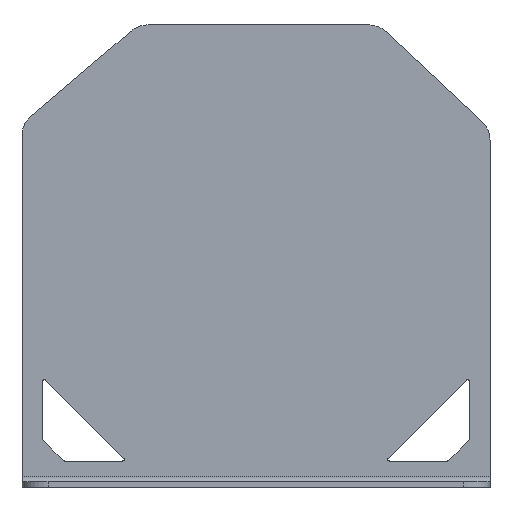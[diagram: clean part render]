
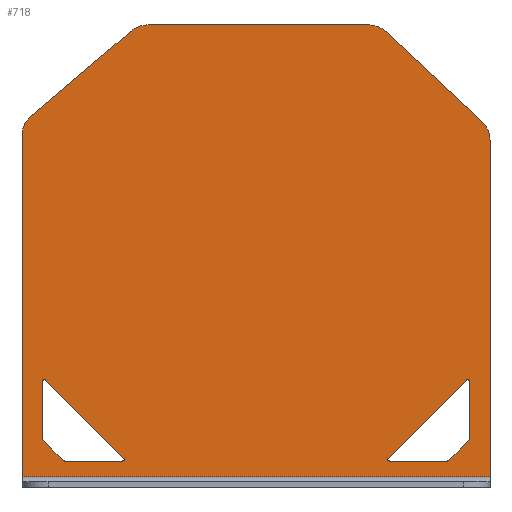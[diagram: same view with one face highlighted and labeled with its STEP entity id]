
A CAD part, front view. The second image highlights one B-rep face of the part: STEP entity #718.
In plain terms, the highlighted planar face has unit normal (0, -1, 0).
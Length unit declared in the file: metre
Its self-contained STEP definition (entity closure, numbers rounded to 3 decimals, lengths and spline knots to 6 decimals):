
#42=CIRCLE('',#784,0.0003);
#43=CIRCLE('',#785,0.0003);
#44=CIRCLE('',#786,0.0003);
#45=CIRCLE('',#787,0.0003);
#46=CIRCLE('',#788,0.005);
#47=CIRCLE('',#789,0.005);
#48=CIRCLE('',#790,0.005);
#49=CIRCLE('',#791,0.005);
#50=CIRCLE('',#792,0.0003);
#51=CIRCLE('',#793,0.0003);
#52=CIRCLE('',#794,0.0003);
#53=CIRCLE('',#795,0.0003);
#144=ORIENTED_EDGE('',*,*,#314,.F.);
#145=ORIENTED_EDGE('',*,*,#339,.T.);
#146=ORIENTED_EDGE('',*,*,#312,.T.);
#147=ORIENTED_EDGE('',*,*,#340,.T.);
#148=ORIENTED_EDGE('',*,*,#308,.T.);
#149=ORIENTED_EDGE('',*,*,#341,.T.);
#150=ORIENTED_EDGE('',*,*,#304,.F.);
#151=ORIENTED_EDGE('',*,*,#342,.T.);
#152=ORIENTED_EDGE('',*,*,#320,.T.);
#153=ORIENTED_EDGE('',*,*,#343,.T.);
#154=ORIENTED_EDGE('',*,*,#298,.F.);
#155=ORIENTED_EDGE('',*,*,#344,.F.);
#156=ORIENTED_EDGE('',*,*,#296,.T.);
#157=ORIENTED_EDGE('',*,*,#345,.T.);
#158=ORIENTED_EDGE('',*,*,#290,.F.);
#159=ORIENTED_EDGE('',*,*,#346,.T.);
#160=ORIENTED_EDGE('',*,*,#286,.T.);
#161=ORIENTED_EDGE('',*,*,#347,.T.);
#162=ORIENTED_EDGE('',*,*,#322,.F.);
#163=ORIENTED_EDGE('',*,*,#348,.T.);
#164=ORIENTED_EDGE('',*,*,#282,.T.);
#165=ORIENTED_EDGE('',*,*,#349,.T.);
#166=ORIENTED_EDGE('',*,*,#280,.T.);
#167=ORIENTED_EDGE('',*,*,#350,.T.);
#168=ORIENTED_EDGE('',*,*,#276,.F.);
#169=ORIENTED_EDGE('',*,*,#351,.T.);
#276=EDGE_CURVE('',#380,#381,#448,.T.);
#280=EDGE_CURVE('',#385,#384,#452,.T.);
#282=EDGE_CURVE('',#386,#387,#454,.T.);
#286=EDGE_CURVE('',#390,#391,#458,.T.);
#290=EDGE_CURVE('',#394,#395,#462,.T.);
#296=EDGE_CURVE('',#401,#400,#468,.T.);
#298=EDGE_CURVE('',#402,#403,#470,.T.);
#304=EDGE_CURVE('',#408,#409,#476,.T.);
#308=EDGE_CURVE('',#413,#412,#480,.T.);
#312=EDGE_CURVE('',#417,#416,#484,.T.);
#314=EDGE_CURVE('',#418,#419,#486,.T.);
#320=EDGE_CURVE('',#425,#424,#492,.T.);
#322=EDGE_CURVE('',#426,#427,#494,.T.);
#339=EDGE_CURVE('',#418,#417,#42,.F.);
#340=EDGE_CURVE('',#416,#413,#43,.F.);
#341=EDGE_CURVE('',#412,#409,#44,.F.);
#342=EDGE_CURVE('',#408,#419,#45,.F.);
#343=EDGE_CURVE('',#424,#403,#46,.T.);
#344=EDGE_CURVE('',#401,#402,#499,.F.);
#345=EDGE_CURVE('',#400,#395,#47,.T.);
#346=EDGE_CURVE('',#394,#390,#48,.T.);
#347=EDGE_CURVE('',#391,#425,#49,.T.);
#348=EDGE_CURVE('',#426,#386,#50,.F.);
#349=EDGE_CURVE('',#387,#385,#51,.F.);
#350=EDGE_CURVE('',#384,#381,#52,.F.);
#351=EDGE_CURVE('',#380,#427,#53,.F.);
#380=VERTEX_POINT('',#1061);
#381=VERTEX_POINT('',#1063);
#384=VERTEX_POINT('',#1070);
#385=VERTEX_POINT('',#1072);
#386=VERTEX_POINT('',#1076);
#387=VERTEX_POINT('',#1077);
#390=VERTEX_POINT('',#1085);
#391=VERTEX_POINT('',#1086);
#394=VERTEX_POINT('',#1094);
#395=VERTEX_POINT('',#1095);
#400=VERTEX_POINT('',#1106);
#401=VERTEX_POINT('',#1108);
#402=VERTEX_POINT('',#1112);
#403=VERTEX_POINT('',#1113);
#408=VERTEX_POINT('',#1124);
#409=VERTEX_POINT('',#1126);
#412=VERTEX_POINT('',#1133);
#413=VERTEX_POINT('',#1135);
#416=VERTEX_POINT('',#1142);
#417=VERTEX_POINT('',#1144);
#418=VERTEX_POINT('',#1148);
#419=VERTEX_POINT('',#1149);
#424=VERTEX_POINT('',#1160);
#425=VERTEX_POINT('',#1162);
#426=VERTEX_POINT('',#1166);
#427=VERTEX_POINT('',#1167);
#448=LINE('',#1062,#516);
#452=LINE('',#1071,#520);
#454=LINE('',#1075,#522);
#458=LINE('',#1084,#526);
#462=LINE('',#1093,#530);
#468=LINE('',#1107,#536);
#470=LINE('',#1111,#538);
#476=LINE('',#1125,#544);
#480=LINE('',#1134,#548);
#484=LINE('',#1143,#552);
#486=LINE('',#1147,#554);
#492=LINE('',#1161,#560);
#494=LINE('',#1165,#562);
#499=LINE('',#1193,#567);
#516=VECTOR('',#839,1.);
#520=VECTOR('',#845,1.);
#522=VECTOR('',#849,1.);
#526=VECTOR('',#855,1.);
#530=VECTOR('',#861,1.);
#536=VECTOR('',#869,1.);
#538=VECTOR('',#873,1.);
#544=VECTOR('',#881,1.);
#548=VECTOR('',#887,1.);
#552=VECTOR('',#893,1.);
#554=VECTOR('',#897,1.);
#560=VECTOR('',#905,1.);
#562=VECTOR('',#909,1.);
#567=VECTOR('',#952,1.);
#598=EDGE_LOOP('',(#144,#145,#146,#147,#148,#149,#150,#151));
#599=EDGE_LOOP('',(#152,#153,#154,#155,#156,#157,#158,#159,#160,#161));
#600=EDGE_LOOP('',(#162,#163,#164,#165,#166,#167,#168,#169));
#648=FACE_BOUND('',#598,.T.);
#649=FACE_BOUND('',#599,.T.);
#650=FACE_BOUND('',#600,.T.);
#696=PLANE('',#783);
#718=ADVANCED_FACE('',(#648,#649,#650),#696,.T.);
#783=AXIS2_PLACEMENT_3D('',#1187,#940,#941);
#784=AXIS2_PLACEMENT_3D('',#1188,#942,#943);
#785=AXIS2_PLACEMENT_3D('',#1189,#944,#945);
#786=AXIS2_PLACEMENT_3D('',#1190,#946,#947);
#787=AXIS2_PLACEMENT_3D('',#1191,#948,#949);
#788=AXIS2_PLACEMENT_3D('',#1192,#950,#951);
#789=AXIS2_PLACEMENT_3D('',#1194,#953,#954);
#790=AXIS2_PLACEMENT_3D('',#1195,#955,#956);
#791=AXIS2_PLACEMENT_3D('',#1196,#957,#958);
#792=AXIS2_PLACEMENT_3D('',#1197,#959,#960);
#793=AXIS2_PLACEMENT_3D('',#1198,#961,#962);
#794=AXIS2_PLACEMENT_3D('',#1199,#963,#964);
#795=AXIS2_PLACEMENT_3D('',#1200,#965,#966);
#839=DIRECTION('',(1.,0.,0.));
#845=DIRECTION('',(0.707,0.,-0.707));
#849=DIRECTION('',(0.,0.,1.));
#855=DIRECTION('',(-1.,0.,0.));
#861=DIRECTION('',(0.731,0.,-0.682));
#869=DIRECTION('',(0.,0.,1.));
#873=DIRECTION('',(0.,0.,1.));
#881=DIRECTION('',(-0.707,0.,-0.707));
#887=DIRECTION('',(-1.,0.,0.));
#893=DIRECTION('',(-0.707,0.,-0.707));
#897=DIRECTION('',(0.,0.,1.));
#905=DIRECTION('',(-0.763,0.,-0.647));
#909=DIRECTION('',(0.707,0.,-0.707));
#940=DIRECTION('',(0.,-1.,0.));
#941=DIRECTION('',(1.,0.,0.));
#942=DIRECTION('',(0.,-1.,0.));
#943=DIRECTION('',(0.,0.,-1.));
#944=DIRECTION('',(0.,-1.,0.));
#945=DIRECTION('',(0.,0.,-1.));
#946=DIRECTION('',(0.,-1.,0.));
#947=DIRECTION('',(0.,0.,-1.));
#948=DIRECTION('',(0.,-1.,0.));
#949=DIRECTION('',(0.,0.,-1.));
#950=DIRECTION('',(0.,-1.,0.));
#951=DIRECTION('',(0.,0.,-1.));
#952=DIRECTION('',(1.,0.,0.));
#953=DIRECTION('',(0.,-1.,0.));
#954=DIRECTION('',(0.,0.,-1.));
#955=DIRECTION('',(0.,-1.,0.));
#956=DIRECTION('',(0.,0.,-1.));
#957=DIRECTION('',(0.,-1.,0.));
#958=DIRECTION('',(0.,0.,-1.));
#959=DIRECTION('',(0.,-1.,0.));
#960=DIRECTION('',(0.,0.,-1.));
#961=DIRECTION('',(0.,-1.,0.));
#962=DIRECTION('',(0.,0.,-1.));
#963=DIRECTION('',(0.,-1.,0.));
#964=DIRECTION('',(0.,0.,-1.));
#965=DIRECTION('',(0.,-1.,0.));
#966=DIRECTION('',(0.,0.,-1.));
#1061=CARTESIAN_POINT('',(-0.035296,-0.001,-0.040252));
#1062=CARTESIAN_POINT('',(-0.029421,-0.001,-0.040252));
#1063=CARTESIAN_POINT('',(-0.024145,-0.001,-0.040252));
#1070=CARTESIAN_POINT('',(-0.023933,-0.001,-0.03974));
#1071=CARTESIAN_POINT('',(-0.031421,-0.001,-0.032252));
#1072=CARTESIAN_POINT('',(-0.038908,-0.001,-0.024764));
#1075=CARTESIAN_POINT('',(-0.039421,-0.001,-0.030252));
#1076=CARTESIAN_POINT('',(-0.039421,-0.001,-0.036128));
#1077=CARTESIAN_POINT('',(-0.039421,-0.001,-0.024976));
#1084=CARTESIAN_POINT('',(0.001872,-0.001,0.043251));
#1085=CARTESIAN_POINT('',(0.022901,-0.001,0.043251));
#1086=CARTESIAN_POINT('',(-0.019294,-0.001,0.043251));
#1093=CARTESIAN_POINT('',(0.035526,-0.001,0.033304));
#1094=CARTESIAN_POINT('',(0.026313,-0.001,0.041905));
#1095=CARTESIAN_POINT('',(0.044591,-0.001,0.02484));
#1106=CARTESIAN_POINT('',(0.046179,-0.001,0.021186));
#1107=CARTESIAN_POINT('',(0.046179,-0.001,-0.010447));
#1108=CARTESIAN_POINT('',(0.046179,-0.001,-0.043252));
#1111=CARTESIAN_POINT('',(-0.043421,-0.001,-0.009946));
#1112=CARTESIAN_POINT('',(-0.043421,-0.001,-0.043252));
#1113=CARTESIAN_POINT('',(-0.043421,-0.001,0.022043));
#1124=CARTESIAN_POINT('',(0.041667,-0.001,-0.024764));
#1125=CARTESIAN_POINT('',(0.034179,-0.001,-0.032252));
#1126=CARTESIAN_POINT('',(0.026692,-0.001,-0.03974));
#1133=CARTESIAN_POINT('',(0.026904,-0.001,-0.040252));
#1134=CARTESIAN_POINT('',(0.032179,-0.001,-0.040252));
#1135=CARTESIAN_POINT('',(0.038055,-0.001,-0.040252));
#1142=CARTESIAN_POINT('',(0.038267,-0.001,-0.040164));
#1143=CARTESIAN_POINT('',(0.040179,-0.001,-0.038252));
#1144=CARTESIAN_POINT('',(0.042092,-0.001,-0.03634));
#1147=CARTESIAN_POINT('',(0.042179,-0.001,-0.030252));
#1148=CARTESIAN_POINT('',(0.042179,-0.001,-0.036128));
#1149=CARTESIAN_POINT('',(0.042179,-0.001,-0.024976));
#1160=CARTESIAN_POINT('',(-0.041653,-0.001,0.025857));
#1161=CARTESIAN_POINT('',(-0.032274,-0.001,0.033805));
#1162=CARTESIAN_POINT('',(-0.022527,-0.001,0.042065));
#1165=CARTESIAN_POINT('',(-0.037421,-0.001,-0.038252));
#1166=CARTESIAN_POINT('',(-0.039333,-0.001,-0.03634));
#1167=CARTESIAN_POINT('',(-0.035508,-0.001,-0.040164));
#1187=CARTESIAN_POINT('',(0.001379,-0.001,-0.000501));
#1188=CARTESIAN_POINT('',(0.041879,-0.001,-0.036128));
#1189=CARTESIAN_POINT('',(0.038055,-0.001,-0.039952));
#1190=CARTESIAN_POINT('',(0.026904,-0.001,-0.039952));
#1191=CARTESIAN_POINT('',(0.041879,-0.001,-0.024976));
#1192=CARTESIAN_POINT('',(-0.038421,-0.001,0.022043));
#1193=CARTESIAN_POINT('',(0.001379,-0.001,-0.043252));
#1194=CARTESIAN_POINT('',(0.041179,-0.001,0.021186));
#1195=CARTESIAN_POINT('',(0.022901,-0.001,0.038251));
#1196=CARTESIAN_POINT('',(-0.019294,-0.001,0.038251));
#1197=CARTESIAN_POINT('',(-0.039121,-0.001,-0.036128));
#1198=CARTESIAN_POINT('',(-0.039121,-0.001,-0.024976));
#1199=CARTESIAN_POINT('',(-0.024145,-0.001,-0.039952));
#1200=CARTESIAN_POINT('',(-0.035296,-0.001,-0.039952));
